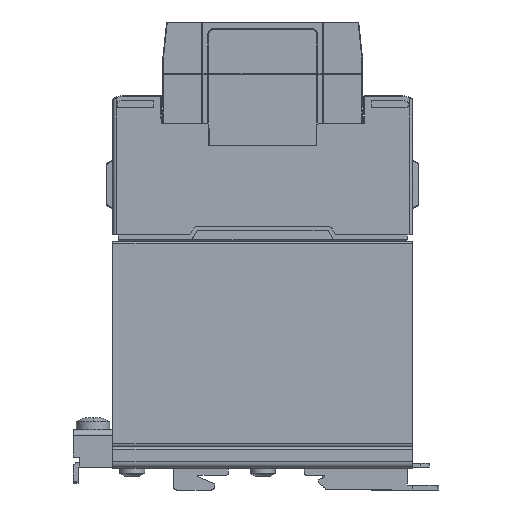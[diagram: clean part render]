
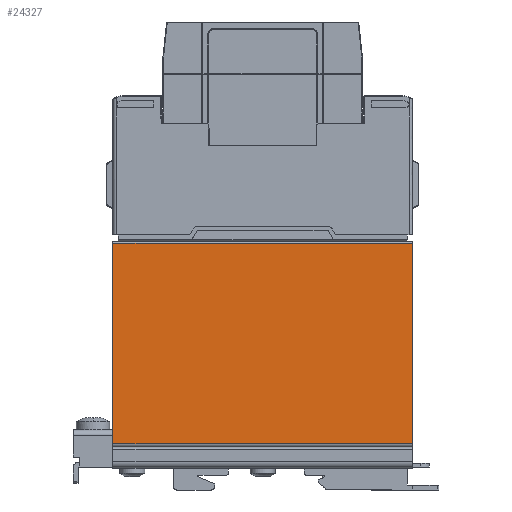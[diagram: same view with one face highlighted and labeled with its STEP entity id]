
A CAD part, left-side view. The second image highlights one B-rep face of the part: STEP entity #24327.
In plain terms, the highlighted planar face has unit normal (-1, 0, 0).
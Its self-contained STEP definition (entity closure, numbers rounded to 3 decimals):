
#19919=CARTESIAN_POINT('',(-35.65,45.,9.4));
#19920=VERTEX_POINT('',#19919);
#19928=CARTESIAN_POINT('',(-35.65,45.,69.7));
#19929=VERTEX_POINT('',#19928);
#19930=CARTESIAN_POINT('',(-35.65,45.,9.4));
#19931=DIRECTION('',(0.0,0.0,1.0));
#19932=VECTOR('',#19931,60.3);
#19933=LINE('',#19930,#19932);
#19934=EDGE_CURVE('',#19920,#19929,#19933,.T.);
#21342=CARTESIAN_POINT('',(-35.65,-45.0,69.7));
#21343=VERTEX_POINT('',#21342);
#21351=CARTESIAN_POINT('',(-35.65,-45.0,9.4));
#21352=VERTEX_POINT('',#21351);
#21353=CARTESIAN_POINT('',(-35.65,-45.,9.4));
#21354=DIRECTION('',(0.0,0.0,1.0));
#21355=VECTOR('',#21354,60.3);
#21356=LINE('',#21353,#21355);
#21357=EDGE_CURVE('',#21352,#21343,#21356,.T.);
#24300=CARTESIAN_POINT('',(-35.65,45.,9.4));
#24301=DIRECTION('',(0.0,-1.0,0.0));
#24302=VECTOR('',#24301,90.);
#24303=LINE('',#24300,#24302);
#24304=EDGE_CURVE('',#19920,#21352,#24303,.T.);
#24311=CARTESIAN_POINT('',(-35.65,45.,9.4));
#24312=DIRECTION('',(-1.0,0.0,0.0));
#24313=DIRECTION('',(0.0,0.0,1.0));
#24314=AXIS2_PLACEMENT_3D('',#24311,#24312,#24313);
#24315=PLANE('',#24314);
#24316=ORIENTED_EDGE('',*,*,#21357,.T.);
#24317=CARTESIAN_POINT('',(-35.65,45.,69.7));
#24318=DIRECTION('',(0.0,-1.0,0.0));
#24319=VECTOR('',#24318,90.);
#24320=LINE('',#24317,#24319);
#24321=EDGE_CURVE('',#19929,#21343,#24320,.T.);
#24322=ORIENTED_EDGE('',*,*,#24321,.F.);
#24323=ORIENTED_EDGE('',*,*,#19934,.F.);
#24324=ORIENTED_EDGE('',*,*,#24304,.T.);
#24325=EDGE_LOOP('',(#24316,#24322,#24323,#24324));
#24326=FACE_OUTER_BOUND('',#24325,.T.);
#24327=ADVANCED_FACE('',(#24326),#24315,.T.);
